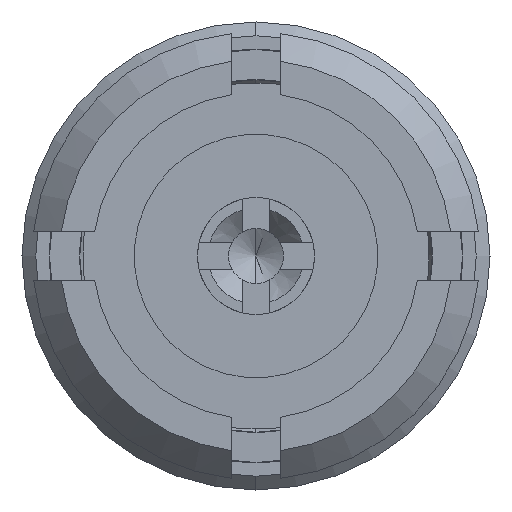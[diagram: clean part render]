
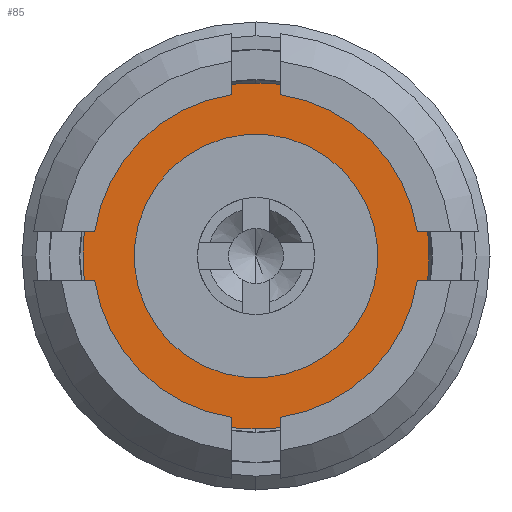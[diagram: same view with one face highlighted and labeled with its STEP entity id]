
A CAD part, left-side view. The second image highlights one B-rep face of the part: STEP entity #85.
In plain terms, the highlighted face is planar.
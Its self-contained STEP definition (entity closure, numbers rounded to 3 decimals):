
#7 = PLANE ( 'NONE',  #4832 ) ;
#11 = CIRCLE ( 'NONE', #1391, 1.26 ) ;
#85 = ADVANCED_FACE ( 'NONE', ( #5764, #1435 ), #7, .F. ) ;
#317 = VERTEX_POINT ( 'NONE', #6285 ) ;
#508 = CARTESIAN_POINT ( 'NONE',  ( 0., 0., 10.275 ) ) ;
#545 = CARTESIAN_POINT ( 'NONE',  ( 0.882, 0.077, 10.275 ) ) ;
#1050 = DIRECTION ( 'NONE',  ( 0.996, 0.087, 0. ) ) ;
#1330 = VERTEX_POINT ( 'NONE', #545 ) ;
#1391 = AXIS2_PLACEMENT_3D ( 'NONE', #6361, #2808, #4331 ) ;
#1435 = FACE_OUTER_BOUND ( 'NONE', #3508, .T. ) ;
#1546 = EDGE_CURVE ( 'NONE', #1330, #317, #6066, .T. ) ;
#2020 = CARTESIAN_POINT ( 'NONE',  ( -1.255, -0.11, 10.275 ) ) ;
#2151 = AXIS2_PLACEMENT_3D ( 'NONE', #3543, #5096, #4571 ) ;
#2372 = ORIENTED_EDGE ( 'NONE', *, *, #4448, .T. ) ;
#2560 = CARTESIAN_POINT ( 'NONE',  ( -0.11, 1.255, 10.275 ) ) ;
#2584 = DIRECTION ( 'NONE',  ( -0.996, -0.087, 0. ) ) ;
#2635 = CIRCLE ( 'NONE', #4451, 1.26 ) ;
#2647 = DIRECTION ( 'NONE',  ( 0., 0., -1. ) ) ;
#2808 = DIRECTION ( 'NONE',  ( 0., 0., 1. ) ) ;
#3005 = EDGE_CURVE ( 'NONE', #317, #1330, #5309, .T. ) ;
#3312 = AXIS2_PLACEMENT_3D ( 'NONE', #508, #4120, #1050 ) ;
#3417 = VERTEX_POINT ( 'NONE', #6138 ) ;
#3508 = EDGE_LOOP ( 'NONE', ( #2372, #5815 ) ) ;
#3543 = CARTESIAN_POINT ( 'NONE',  ( 0., 0., 10.275 ) ) ;
#3633 = ORIENTED_EDGE ( 'NONE', *, *, #1546, .F. ) ;
#3796 = EDGE_CURVE ( 'NONE', #5762, #3417, #2635, .T. ) ;
#3895 = DIRECTION ( 'NONE',  ( 0.996, 0.087, 0. ) ) ;
#4120 = DIRECTION ( 'NONE',  ( 0., 0., 1. ) ) ;
#4331 = DIRECTION ( 'NONE',  ( 0.996, 0.087, 0. ) ) ;
#4448 = EDGE_CURVE ( 'NONE', #3417, #5762, #11, .T. ) ;
#4451 = AXIS2_PLACEMENT_3D ( 'NONE', #5924, #4896, #3895 ) ;
#4485 = EDGE_LOOP ( 'NONE', ( #3633, #5944 ) ) ;
#4571 = DIRECTION ( 'NONE',  ( 0.996, 0.087, 0. ) ) ;
#4832 = AXIS2_PLACEMENT_3D ( 'NONE', #2560, #2647, #2584 ) ;
#4896 = DIRECTION ( 'NONE',  ( 0., 0., 1. ) ) ;
#5096 = DIRECTION ( 'NONE',  ( 0., 0., 1. ) ) ;
#5309 = CIRCLE ( 'NONE', #3312, 0.885 ) ;
#5762 = VERTEX_POINT ( 'NONE', #2020 ) ;
#5764 = FACE_BOUND ( 'NONE', #4485, .T. ) ;
#5815 = ORIENTED_EDGE ( 'NONE', *, *, #3796, .T. ) ;
#5924 = CARTESIAN_POINT ( 'NONE',  ( 0., 0., 10.275 ) ) ;
#5944 = ORIENTED_EDGE ( 'NONE', *, *, #3005, .F. ) ;
#6066 = CIRCLE ( 'NONE', #2151, 0.885 ) ;
#6138 = CARTESIAN_POINT ( 'NONE',  ( 1.255, 0.11, 10.275 ) ) ;
#6285 = CARTESIAN_POINT ( 'NONE',  ( -0.882, -0.077, 10.275 ) ) ;
#6361 = CARTESIAN_POINT ( 'NONE',  ( 0., 0., 10.275 ) ) ;
